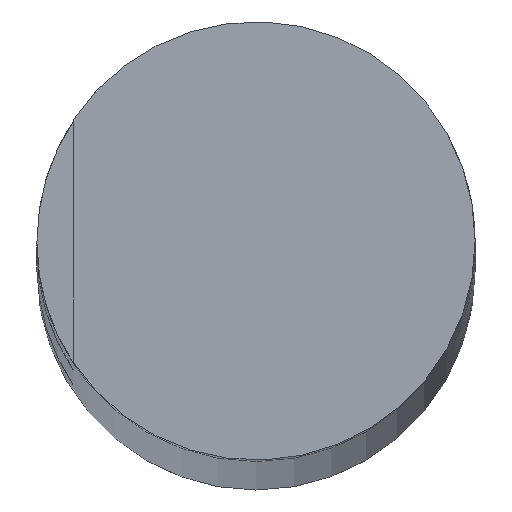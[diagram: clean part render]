
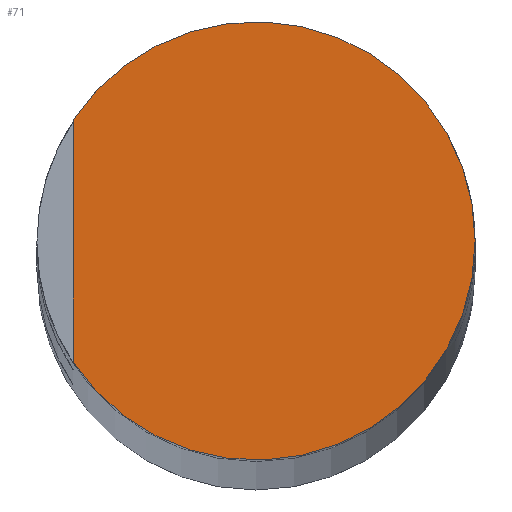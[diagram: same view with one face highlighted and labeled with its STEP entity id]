
A CAD part, top view. The second image highlights one B-rep face of the part: STEP entity #71.
In plain terms, the highlighted planar face has unit normal (0, 0, 1).
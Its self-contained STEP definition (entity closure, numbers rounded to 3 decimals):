
#18 = CARTESIAN_POINT ( 'NONE',  ( 0., 0., 235. ) ) ;
#26 = VERTEX_POINT ( 'NONE', #525 ) ;
#27 = AXIS2_PLACEMENT_3D ( 'NONE', #18, #123, #764 ) ;
#70 = CARTESIAN_POINT ( 'NONE',  ( 0., 0., 235. ) ) ;
#71 = ADVANCED_FACE ( 'NONE', ( #1161 ), #263, .T. ) ;
#84 = DIRECTION ( 'NONE',  ( 0., 0., 1. ) ) ;
#123 = DIRECTION ( 'NONE',  ( 0., 0., 1. ) ) ;
#157 = CIRCLE ( 'NONE', #27, 3. ) ;
#171 = EDGE_CURVE ( 'NONE', #493, #26, #979, .T. ) ;
#242 = CARTESIAN_POINT ( 'NONE',  ( -2.5, 10., 235. ) ) ;
#263 = PLANE ( 'NONE',  #1035 ) ;
#440 = AXIS2_PLACEMENT_3D ( 'NONE', #994, #471, #744 ) ;
#471 = DIRECTION ( 'NONE',  ( 0., 0., 1. ) ) ;
#488 = CARTESIAN_POINT ( 'NONE',  ( -2.5, -1.658, 235. ) ) ;
#493 = VERTEX_POINT ( 'NONE', #1038 ) ;
#515 = EDGE_LOOP ( 'NONE', ( #752, #1047, #877 ) ) ;
#525 = CARTESIAN_POINT ( 'NONE',  ( -2.5, 1.658, 235. ) ) ;
#616 = LINE ( 'NONE', #242, #1010 ) ;
#669 = VERTEX_POINT ( 'NONE', #488 ) ;
#693 = EDGE_CURVE ( 'NONE', #669, #493, #157, .T. ) ;
#703 = DIRECTION ( 'NONE',  ( 0., -1., 0. ) ) ;
#721 = DIRECTION ( 'NONE',  ( 1., 0., 0. ) ) ;
#744 = DIRECTION ( 'NONE',  ( 1., 0., 0. ) ) ;
#752 = ORIENTED_EDGE ( 'NONE', *, *, #693, .T. ) ;
#764 = DIRECTION ( 'NONE',  ( 1., 0., 0. ) ) ;
#877 = ORIENTED_EDGE ( 'NONE', *, *, #1000, .T. ) ;
#979 = CIRCLE ( 'NONE', #440, 3. ) ;
#994 = CARTESIAN_POINT ( 'NONE',  ( 0., 0., 235. ) ) ;
#1000 = EDGE_CURVE ( 'NONE', #26, #669, #616, .T. ) ;
#1010 = VECTOR ( 'NONE', #703, 1000. ) ;
#1035 = AXIS2_PLACEMENT_3D ( 'NONE', #70, #84, #721 ) ;
#1038 = CARTESIAN_POINT ( 'NONE',  ( 3., 0., 235. ) ) ;
#1047 = ORIENTED_EDGE ( 'NONE', *, *, #171, .T. ) ;
#1161 = FACE_OUTER_BOUND ( 'NONE', #515, .T. ) ;
